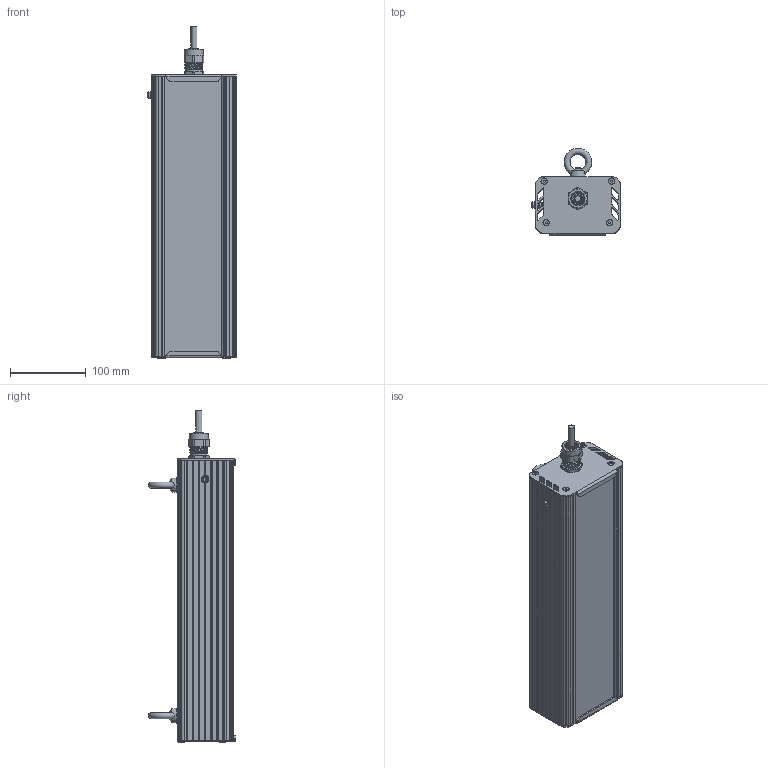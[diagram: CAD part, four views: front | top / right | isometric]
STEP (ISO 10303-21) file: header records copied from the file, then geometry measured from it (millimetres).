
FILE_DESCRIPTION(('STEP AP214'), '1');
FILE_NAME('001.0092.00.014 - ÃÑÏ-Ïðèìà-Îïòèê-2Åõ50', '', ('UNSPECIFIED'), ('UNSPECIFIED'), 'C3D Converter', 'C3D Toolkit', '');
FILE_SCHEMA(('AUTOMOTIVE_DESIGN { 1 0 10303 214 3 1 1}'));
Length unit declared in the file: millimetre
Products named in the file (30): 001.0092.00.014; 001.0065.02.000
Assembly tree (54 placements, depth 4):
  001.0092.00.014
    (unnamed)
      (unnamed)  x4
      (unnamed)  x4
      (unnamed)
      (unnamed)
      (unnamed)
      (unnamed)
      (unnamed)
      (unnamed)
      (unnamed)
      (unnamed)
      (unnamed)
      (unnamed)
      (unnamed)
        (unnamed)
    001.0065.02.000  x2
      (unnamed)
      (unnamed)
    (unnamed)  x5
      (unnamed)
      (unnamed)
      (unnamed)
      (unnamed)
      (unnamed)
      (unnamed)
      (unnamed)
      (unnamed)
      (unnamed)
      (unnamed)
Bounding box: 117.15 x 115.41 x 439.5 mm (x, y, z)
Volume: 815871 mm3; surface area: 659386 mm2
Topology: 199 solids, 199 shells, 2769 faces, 6350 edges, 4249 vertices
Faces by surface type: plane 1924, cylinder 654, bspline 91, cone 79, sphere 15, torus 6
Full cylindrical faces by diameter (mm): 1 x15, 2 x10, 2.5 x20, 2.8 x125, 3.2 x15, 3.5 x30, 4 x9, 5 x3, 6 x3, 7 x2, 8 x8, 9 x65, 10 x1, 12.5 x1, 13 x1, 16 x1, 17 x1, 18 x1, 18.5 x1, 19 x1, 20 x1, 21.5 x1, 22 x2, 25.5 x1
Entity records: 79206 total; most frequent: CARTESIAN_POINT 43680, DIRECTION 6140, ORIENTED_EDGE 5078, EDGE_CURVE 2539, AXIS2_PLACEMENT_3D 2247, VERTEX_POINT 1767, LINE 1646, VECTOR 1646
